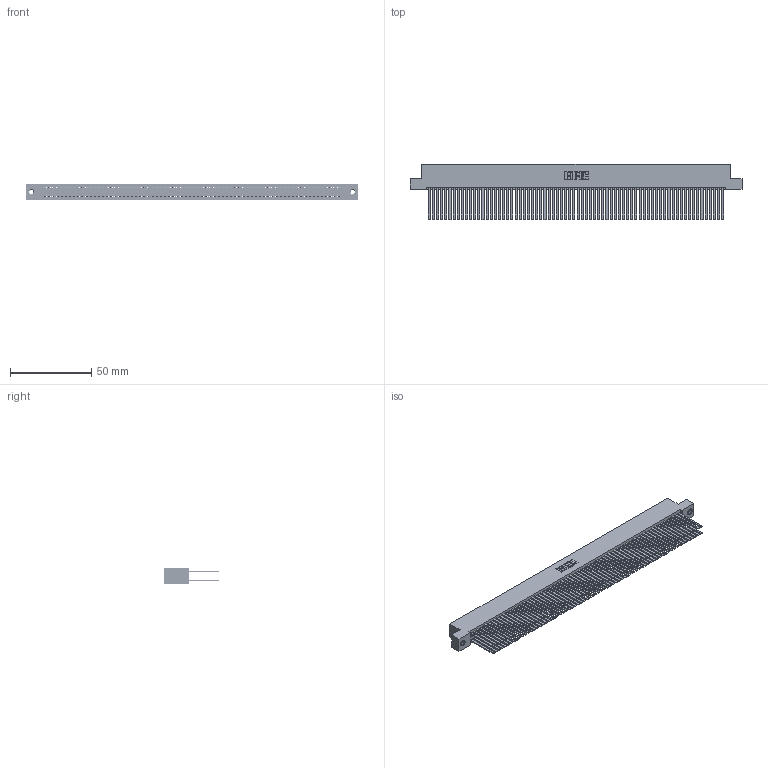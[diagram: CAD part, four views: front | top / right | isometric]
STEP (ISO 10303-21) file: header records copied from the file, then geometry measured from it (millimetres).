
FILE_DESCRIPTION (( 'STEP AP203' ), '1' );
FILE_NAME ('395-144-544-207.STEP', '2019-10-30T16:06:59', ( '' ), ( '' ), 'SwSTEP 2.0', 'SolidWorks 2016', '' );
FILE_SCHEMA (( 'CONFIG_CONTROL_DESIGN' ));
Length unit declared in the file: inch
Products named in the file (4): 345 Part_Flush Mounting Lugs - 0.156 Dia-TI; 345-292-001_345-293-144; 345-250-001_345-250-005-103; 395-144-544-207
Assembly tree (147 placements, depth 2):
  395-144-544-207
    345 Part_Flush Mounting Lugs - 0.156 Dia-TI
    345-292-001_345-293-144  x144
    345-250-001_345-250-005-103  x2
Bounding box: 204.09 x 33.96 x 9.4 mm (x, y, z)
Volume: 22109 mm3; surface area: 39206.1 mm2
Topology: 147 solids, 147 shells, 6522 faces, 19341 edges, 12694 vertices
Faces by surface type: plane 4288, cylinder 2218, cone 12, torus 4
Entity records: 53456 total; most frequent: CARTESIAN_POINT 8911, ORIENTED_EDGE 8838, DIRECTION 7845, EDGE_CURVE 4419, LINE 3983, VECTOR 3983, VERTEX_POINT 2940, AXIS2_PLACEMENT_3D 1931
